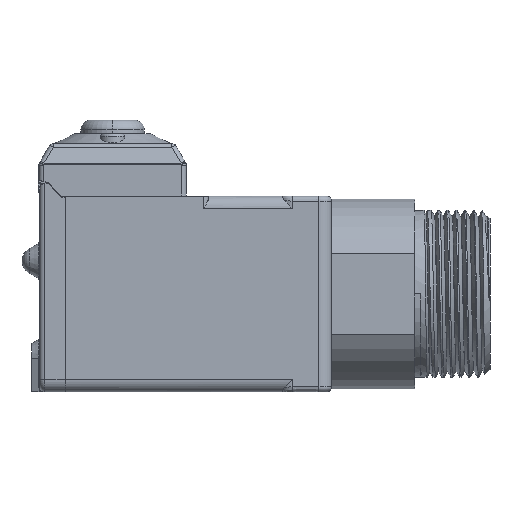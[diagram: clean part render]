
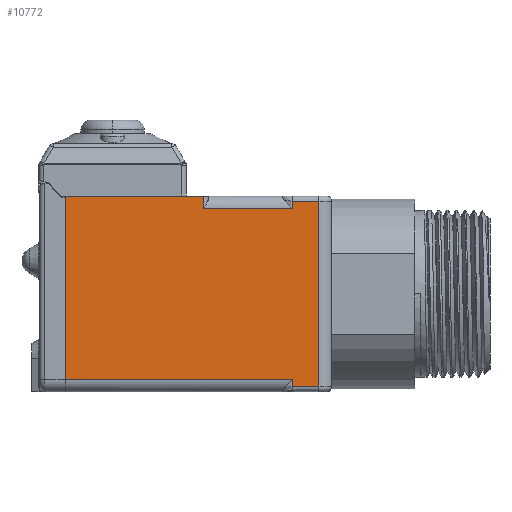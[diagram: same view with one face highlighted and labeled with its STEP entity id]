
A CAD part, left-side view. The second image highlights one B-rep face of the part: STEP entity #10772.
In plain terms, the highlighted planar face has unit normal (-1, 0, 0).
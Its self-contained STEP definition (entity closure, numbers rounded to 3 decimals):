
#670=DIRECTION('',(0.,1.,0.));
#671=VECTOR('',#670,34.84);
#672=CARTESIAN_POINT('',(-22.225,32.39,24.725));
#673=LINE('',#672,#671);
#940=DIRECTION('',(0.,0.,1.));
#941=VECTOR('',#940,46.27);
#942=CARTESIAN_POINT('',(-22.225,67.23,-21.545));
#943=LINE('',#942,#941);
#944=DIRECTION('',(0.,0.,1.));
#945=VECTOR('',#944,3.18);
#946=CARTESIAN_POINT('',(-22.225,32.39,21.545));
#947=LINE('',#946,#945);
#948=DIRECTION('',(0.,0.,-1.));
#949=VECTOR('',#948,1.91);
#950=CARTESIAN_POINT('',(-22.225,9.91,23.455));
#951=LINE('',#950,#949);
#952=CARTESIAN_POINT('',(-22.225,9.91,23.455));
#953=CARTESIAN_POINT('',(-22.225,9.707,23.454));
#954=CARTESIAN_POINT('',(-22.225,9.283,23.456));
#955=CARTESIAN_POINT('',(-22.225,8.588,23.455));
#956=CARTESIAN_POINT('',(-22.225,7.842,23.455));
#957=CARTESIAN_POINT('',(-22.225,7.04,23.455));
#958=CARTESIAN_POINT('',(-22.225,6.178,23.455));
#959=CARTESIAN_POINT('',(-22.225,5.253,23.455));
#960=CARTESIAN_POINT('',(-22.225,4.26,23.455));
#961=CARTESIAN_POINT('',(-22.225,3.548,23.455));
#962=CARTESIAN_POINT('',(-22.225,3.18,23.455));
#964=DIRECTION('',(0.,0.,-1.));
#965=VECTOR('',#964,46.91);
#966=CARTESIAN_POINT('',(-22.225,3.18,23.455));
#967=LINE('',#966,#965);
#968=CARTESIAN_POINT('',(-22.225,3.18,-23.455));
#969=CARTESIAN_POINT('',(-22.225,3.548,-23.455));
#970=CARTESIAN_POINT('',(-22.225,4.26,-23.455));
#971=CARTESIAN_POINT('',(-22.225,5.252,-23.455));
#972=CARTESIAN_POINT('',(-22.225,6.177,-23.455));
#973=CARTESIAN_POINT('',(-22.225,7.038,-23.455));
#974=CARTESIAN_POINT('',(-22.225,7.84,-23.455));
#975=CARTESIAN_POINT('',(-22.225,8.587,-23.455));
#976=CARTESIAN_POINT('',(-22.225,9.28,-23.456));
#977=CARTESIAN_POINT('',(-22.225,9.706,-23.453));
#978=CARTESIAN_POINT('',(-22.225,9.91,-23.455));
#980=DIRECTION('',(0.,0.,-1.));
#981=VECTOR('',#980,1.91);
#982=CARTESIAN_POINT('',(-22.225,9.91,-21.545));
#983=LINE('',#982,#981);
#8201=DIRECTION('',(0.,-1.,0.));
#8202=VECTOR('',#8201,57.32);
#8203=CARTESIAN_POINT('',(-22.225,67.23,-21.545));
#8204=LINE('',#8203,#8202);
#8216=CARTESIAN_POINT('',(-22.225,9.91,-21.545));
#8285=DIRECTION('',(0.,1.,0.));
#8286=VECTOR('',#8285,22.48);
#8287=CARTESIAN_POINT('',(-22.225,9.91,21.545));
#8288=LINE('',#8287,#8286);
#9066=CARTESIAN_POINT('',(-22.225,67.23,-21.545));
#9067=CARTESIAN_POINT('',(-22.225,67.23,24.725));
#9068=VERTEX_POINT('',#9066);
#9069=VERTEX_POINT('',#9067);
#9186=CARTESIAN_POINT('',(-22.225,3.18,23.455));
#9187=VERTEX_POINT('',#9186);
#9189=VERTEX_POINT('',#952);
#9192=VERTEX_POINT('',#968);
#9193=VERTEX_POINT('',#978);
#9212=CARTESIAN_POINT('',(-22.225,9.91,21.545));
#9213=VERTEX_POINT('',#9212);
#9219=VERTEX_POINT('',#8216);
#9280=CARTESIAN_POINT('',(-22.225,32.39,24.725));
#9282=VERTEX_POINT('',#9280);
#9286=CARTESIAN_POINT('',(-22.225,32.39,21.545));
#9287=VERTEX_POINT('',#9286);
#10747=CARTESIAN_POINT('',(-22.225,0.,-24.725));
#10748=DIRECTION('',(-1.,0.,0.));
#10749=DIRECTION('',(0.,0.,1.));
#10750=AXIS2_PLACEMENT_3D('',#10747,#10748,#10749);
#10751=PLANE('',#10750);
#10752=ORIENTED_EDGE('',*,*,#10724,.T.);
#10753=ORIENTED_EDGE('',*,*,#10526,.F.);
#10755=ORIENTED_EDGE('',*,*,#10754,.F.);
#10757=ORIENTED_EDGE('',*,*,#10756,.F.);
#10759=ORIENTED_EDGE('',*,*,#10758,.F.);
#10761=ORIENTED_EDGE('',*,*,#10760,.T.);
#10763=ORIENTED_EDGE('',*,*,#10762,.T.);
#10765=ORIENTED_EDGE('',*,*,#10764,.T.);
#10767=ORIENTED_EDGE('',*,*,#10766,.F.);
#10769=ORIENTED_EDGE('',*,*,#10768,.F.);
#10770=EDGE_LOOP('',(#10752,#10753,#10755,#10757,#10759,#10761,#10763,#10765,
#10767,#10769));
#10771=FACE_OUTER_BOUND('',#10770,.F.);
#10772=ADVANCED_FACE('',(#10771),#10751,.T.);
#963=B_SPLINE_CURVE_WITH_KNOTS('',3,(#952,#953,#954,#955,#956,#957,#958,#959,
#960,#961,#962),.UNSPECIFIED.,.F.,.F.,(4,1,1,1,1,1,1,1,4),(0.,0.125,0.25,
0.375,0.5,0.625,0.75,0.875,1.),.UNSPECIFIED.);
#979=B_SPLINE_CURVE_WITH_KNOTS('',3,(#968,#969,#970,#971,#972,#973,#974,#975,
#976,#977,#978),.UNSPECIFIED.,.F.,.F.,(4,1,1,1,1,1,1,1,4),(0.,0.125,0.25,
0.375,0.5,0.625,0.75,0.875,1.),.UNSPECIFIED.);
#10526=EDGE_CURVE('',#9282,#9069,#673,.T.);
#10724=EDGE_CURVE('',#9068,#9069,#943,.T.);
#10754=EDGE_CURVE('',#9287,#9282,#947,.T.);
#10756=EDGE_CURVE('',#9213,#9287,#8288,.T.);
#10758=EDGE_CURVE('',#9189,#9213,#951,.T.);
#10760=EDGE_CURVE('',#9189,#9187,#963,.T.);
#10762=EDGE_CURVE('',#9187,#9192,#967,.T.);
#10764=EDGE_CURVE('',#9192,#9193,#979,.T.);
#10766=EDGE_CURVE('',#9219,#9193,#983,.T.);
#10768=EDGE_CURVE('',#9068,#9219,#8204,.T.);
